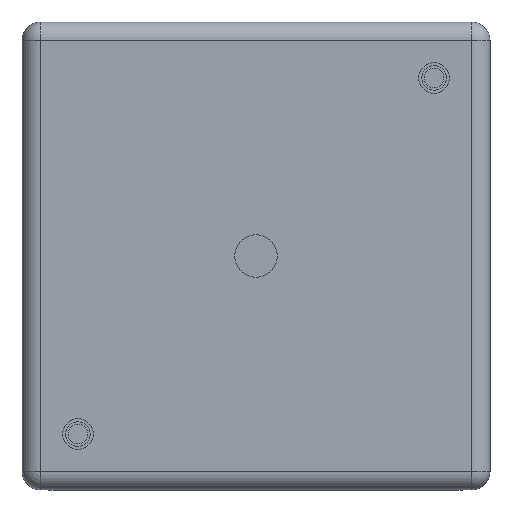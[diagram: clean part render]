
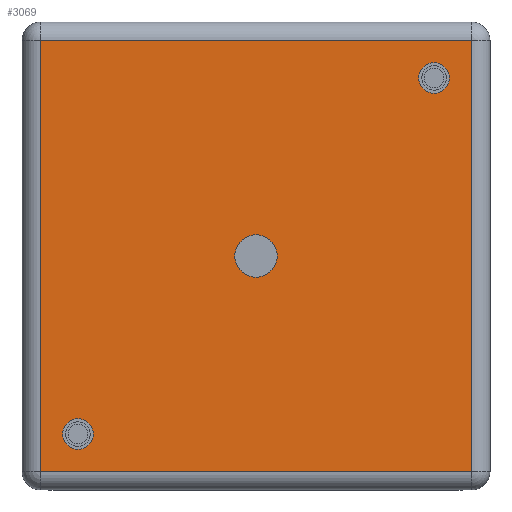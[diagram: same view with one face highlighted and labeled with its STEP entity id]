
A CAD part, front view. The second image highlights one B-rep face of the part: STEP entity #3069.
In plain terms, the highlighted planar face has unit normal (0, -1, 0).
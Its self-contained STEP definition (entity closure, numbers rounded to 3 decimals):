
#40 = EDGE_CURVE ( 'NONE', #6720, #1440, #3937, .T. ) ;
#94 = FACE_BOUND ( 'NONE', #2726, .T. ) ;
#99 = EDGE_LOOP ( 'NONE', ( #323, #6600, #6068, #4349 ) ) ;
#252 = CARTESIAN_POINT ( 'NONE',  ( 0., -1.5, 0. ) ) ;
#293 = VECTOR ( 'NONE', #1278, 1000. ) ;
#323 = ORIENTED_EDGE ( 'NONE', *, *, #6060, .T. ) ;
#394 = DIRECTION ( 'NONE',  ( -1., 0., 0. ) ) ;
#428 = DIRECTION ( 'NONE',  ( 0., 0., 1. ) ) ;
#447 = CARTESIAN_POINT ( 'NONE',  ( -14.5, -1.5, -14.5 ) ) ;
#470 = CARTESIAN_POINT ( 'NONE',  ( 0., -1.5, 0. ) ) ;
#561 = DIRECTION ( 'NONE',  ( 0., 1., 0. ) ) ;
#591 = EDGE_CURVE ( 'NONE', #4363, #985, #701, .T. ) ;
#659 = FACE_OUTER_BOUND ( 'NONE', #99, .T. ) ;
#701 = CIRCLE ( 'NONE', #5195, 1.25 ) ;
#985 = VERTEX_POINT ( 'NONE', #4480 ) ;
#1050 = LINE ( 'NONE', #2505, #4211 ) ;
#1064 = AXIS2_PLACEMENT_3D ( 'NONE', #447, #4690, #428 ) ;
#1079 = DIRECTION ( 'NONE',  ( 0., 0., 1. ) ) ;
#1130 = CIRCLE ( 'NONE', #6808, 1.727 ) ;
#1204 = AXIS2_PLACEMENT_3D ( 'NONE', #6460, #1758, #4465 ) ;
#1278 = DIRECTION ( 'NONE',  ( 0., 0., -1. ) ) ;
#1379 = ORIENTED_EDGE ( 'NONE', *, *, #5669, .T. ) ;
#1440 = VERTEX_POINT ( 'NONE', #5880 ) ;
#1532 = VERTEX_POINT ( 'NONE', #2260 ) ;
#1592 = AXIS2_PLACEMENT_3D ( 'NONE', #470, #4698, #6260 ) ;
#1612 = CIRCLE ( 'NONE', #1592, 1.727 ) ;
#1656 = DIRECTION ( 'NONE',  ( 0., 1., 0. ) ) ;
#1704 = ORIENTED_EDGE ( 'NONE', *, *, #3459, .T. ) ;
#1758 = DIRECTION ( 'NONE',  ( 0., 1., 0. ) ) ;
#1863 = EDGE_LOOP ( 'NONE', ( #4246, #1379 ) ) ;
#2034 = VERTEX_POINT ( 'NONE', #3755 ) ;
#2260 = CARTESIAN_POINT ( 'NONE',  ( -17.55, -1.5, -17.55 ) ) ;
#2361 = DIRECTION ( 'NONE',  ( 0., 0., 1. ) ) ;
#2505 = CARTESIAN_POINT ( 'NONE',  ( 0., -1.5, -17.55 ) ) ;
#2523 = CARTESIAN_POINT ( 'NONE',  ( 17.55, -1.5, 0. ) ) ;
#2609 = CARTESIAN_POINT ( 'NONE',  ( 14.5, -1.5, 15.75 ) ) ;
#2656 = CARTESIAN_POINT ( 'NONE',  ( -17.55, -1.5, 17.55 ) ) ;
#2671 = CARTESIAN_POINT ( 'NONE',  ( 0., -1.5, 0. ) ) ;
#2726 = EDGE_LOOP ( 'NONE', ( #3710, #6430 ) ) ;
#2735 = AXIS2_PLACEMENT_3D ( 'NONE', #252, #3458, #2361 ) ;
#2736 = LINE ( 'NONE', #6118, #4306 ) ;
#2773 = CIRCLE ( 'NONE', #4997, 1.25 ) ;
#2842 = PLANE ( 'NONE',  #2735 ) ;
#3069 = ADVANCED_FACE ( 'NONE', ( #94, #6663, #659, #5773 ), #2842, .F. ) ;
#3198 = EDGE_CURVE ( 'NONE', #4620, #4141, #2736, .T. ) ;
#3458 = DIRECTION ( 'NONE',  ( 0., 1., 0. ) ) ;
#3459 = EDGE_CURVE ( 'NONE', #3488, #5041, #1130, .T. ) ;
#3488 = VERTEX_POINT ( 'NONE', #3888 ) ;
#3665 = DIRECTION ( 'NONE',  ( 0., 0., 1. ) ) ;
#3710 = ORIENTED_EDGE ( 'NONE', *, *, #5112, .T. ) ;
#3748 = EDGE_CURVE ( 'NONE', #1532, #2034, #1050, .T. ) ;
#3755 = CARTESIAN_POINT ( 'NONE',  ( 17.55, -1.5, -17.55 ) ) ;
#3811 = CARTESIAN_POINT ( 'NONE',  ( 14.5, -1.5, 14.5 ) ) ;
#3857 = EDGE_CURVE ( 'NONE', #5041, #3488, #1612, .T. ) ;
#3888 = CARTESIAN_POINT ( 'NONE',  ( 0., -1.5, 1.727 ) ) ;
#3937 = CIRCLE ( 'NONE', #1064, 1.25 ) ;
#4141 = VERTEX_POINT ( 'NONE', #2656 ) ;
#4211 = VECTOR ( 'NONE', #6152, 1000. ) ;
#4231 = EDGE_CURVE ( 'NONE', #2034, #4620, #6646, .T. ) ;
#4246 = ORIENTED_EDGE ( 'NONE', *, *, #591, .T. ) ;
#4306 = VECTOR ( 'NONE', #394, 1000. ) ;
#4349 = ORIENTED_EDGE ( 'NONE', *, *, #3198, .T. ) ;
#4363 = VERTEX_POINT ( 'NONE', #2609 ) ;
#4465 = DIRECTION ( 'NONE',  ( 0., 0., 1. ) ) ;
#4480 = CARTESIAN_POINT ( 'NONE',  ( 14.5, -1.5, 13.25 ) ) ;
#4501 = LINE ( 'NONE', #4543, #293 ) ;
#4543 = CARTESIAN_POINT ( 'NONE',  ( -17.55, -1.5, 0. ) ) ;
#4620 = VERTEX_POINT ( 'NONE', #6449 ) ;
#4690 = DIRECTION ( 'NONE',  ( 0., 1., 0. ) ) ;
#4698 = DIRECTION ( 'NONE',  ( 0., 1., 0. ) ) ;
#4924 = DIRECTION ( 'NONE',  ( 0., 0., 1. ) ) ;
#4997 = AXIS2_PLACEMENT_3D ( 'NONE', #3811, #1656, #4924 ) ;
#5041 = VERTEX_POINT ( 'NONE', #5394 ) ;
#5112 = EDGE_CURVE ( 'NONE', #1440, #6720, #6463, .T. ) ;
#5182 = DIRECTION ( 'NONE',  ( 0., 1., 0. ) ) ;
#5195 = AXIS2_PLACEMENT_3D ( 'NONE', #5688, #5182, #3665 ) ;
#5394 = CARTESIAN_POINT ( 'NONE',  ( 0., -1.5, -1.727 ) ) ;
#5669 = EDGE_CURVE ( 'NONE', #985, #4363, #2773, .T. ) ;
#5688 = CARTESIAN_POINT ( 'NONE',  ( 14.5, -1.5, 14.5 ) ) ;
#5773 = FACE_BOUND ( 'NONE', #6661, .T. ) ;
#5880 = CARTESIAN_POINT ( 'NONE',  ( -14.5, -1.5, -13.25 ) ) ;
#6060 = EDGE_CURVE ( 'NONE', #4141, #1532, #4501, .T. ) ;
#6068 = ORIENTED_EDGE ( 'NONE', *, *, #4231, .T. ) ;
#6118 = CARTESIAN_POINT ( 'NONE',  ( 0., -1.5, 17.55 ) ) ;
#6120 = CARTESIAN_POINT ( 'NONE',  ( -14.5, -1.5, -15.75 ) ) ;
#6152 = DIRECTION ( 'NONE',  ( 1., 0., 0. ) ) ;
#6161 = VECTOR ( 'NONE', #6168, 1000. ) ;
#6168 = DIRECTION ( 'NONE',  ( 0., 0., 1. ) ) ;
#6196 = ORIENTED_EDGE ( 'NONE', *, *, #3857, .T. ) ;
#6260 = DIRECTION ( 'NONE',  ( 0., 0., 1. ) ) ;
#6430 = ORIENTED_EDGE ( 'NONE', *, *, #40, .T. ) ;
#6449 = CARTESIAN_POINT ( 'NONE',  ( 17.55, -1.5, 17.55 ) ) ;
#6460 = CARTESIAN_POINT ( 'NONE',  ( -14.5, -1.5, -14.5 ) ) ;
#6463 = CIRCLE ( 'NONE', #1204, 1.25 ) ;
#6600 = ORIENTED_EDGE ( 'NONE', *, *, #3748, .T. ) ;
#6646 = LINE ( 'NONE', #2523, #6161 ) ;
#6661 = EDGE_LOOP ( 'NONE', ( #1704, #6196 ) ) ;
#6663 = FACE_BOUND ( 'NONE', #1863, .T. ) ;
#6720 = VERTEX_POINT ( 'NONE', #6120 ) ;
#6808 = AXIS2_PLACEMENT_3D ( 'NONE', #2671, #561, #1079 ) ;
